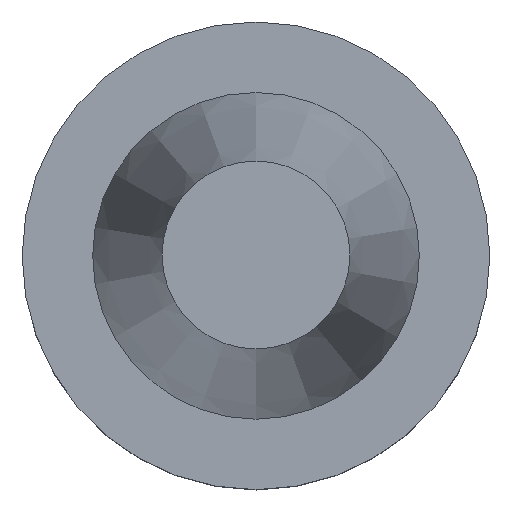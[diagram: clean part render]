
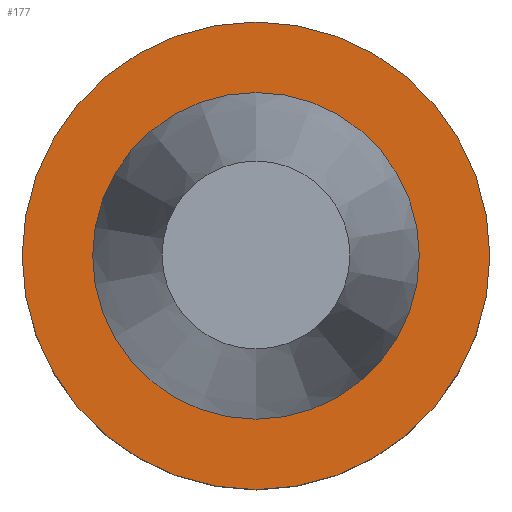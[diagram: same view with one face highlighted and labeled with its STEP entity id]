
A CAD part, top view. The second image highlights one B-rep face of the part: STEP entity #177.
In plain terms, the highlighted planar face has unit normal (0, 0, 1).
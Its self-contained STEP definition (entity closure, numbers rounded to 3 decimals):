
#102=EDGE_CURVE('Unnamed[1]',#246,#246,#247,.T.);
#141=EDGE_CURVE('Unnamed[1]',#308,#308,#309,.T.);
#177=ADVANCED_FACE('Unnamed[1]',(#365,#366),#367,.T.);
#246=VERTEX_POINT('',#439);
#247=CIRCLE('',#440,50.0);
#308=VERTEX_POINT('',#517);
#309=CIRCLE('',#518,34.925);
#365=FACE_OUTER_BOUND('',#588,.T.);
#366=FACE_BOUND('',#589,.T.);
#367=PLANE('',#590);
#439=CARTESIAN_POINT('',(0.,50.0,-1.5));
#440=AXIS2_PLACEMENT_3D('',#648,#649,#650);
#517=CARTESIAN_POINT('',(0.,34.925,-1.5));
#518=AXIS2_PLACEMENT_3D('',#717,#718,#719);
#588=EDGE_LOOP('',(#781));
#589=EDGE_LOOP('',(#782));
#590=AXIS2_PLACEMENT_3D('',#783,#784,#785);
#648=CARTESIAN_POINT('',(0.,0.,-1.5));
#649=DIRECTION('',(0.,0.,-1.0));
#650=DIRECTION('',(0.,1.0,0.));
#717=CARTESIAN_POINT('',(0.,0.,-1.5));
#718=DIRECTION('',(0.,0.,-1.0));
#719=DIRECTION('',(0.,1.0,0.));
#781=ORIENTED_EDGE('',*,*,#102,.F.);
#782=ORIENTED_EDGE('',*,*,#141,.T.);
#783=CARTESIAN_POINT('',(0.,42.463,-1.5));
#784=DIRECTION('',(0.,0.,1.0));
#785=DIRECTION('',(0.,-1.0,0.));
